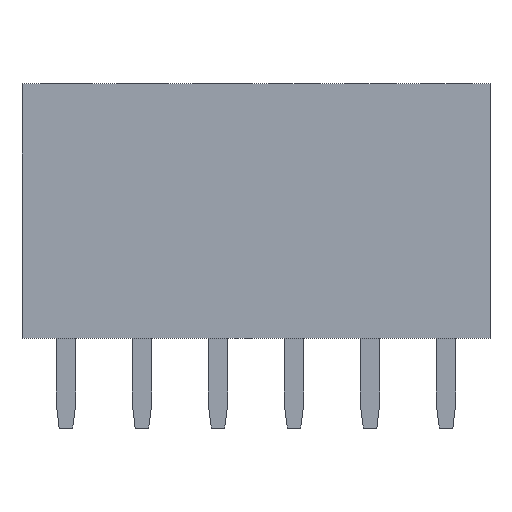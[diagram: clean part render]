
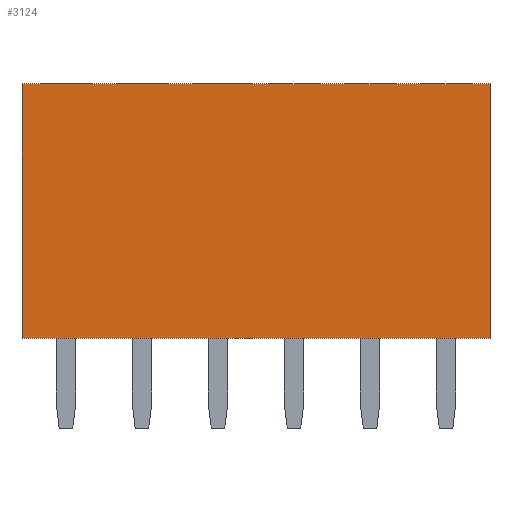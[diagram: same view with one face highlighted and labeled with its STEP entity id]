
A CAD part, top view. The second image highlights one B-rep face of the part: STEP entity #3124.
In plain terms, the highlighted planar face has unit normal (0, 0, 1).
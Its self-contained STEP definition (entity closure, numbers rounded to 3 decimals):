
#1371=DIRECTION('',(1.,0.,0.));
#1372=VECTOR('',#1371,15.64);
#1373=CARTESIAN_POINT('',(-14.17,-8.5,1.25));
#1374=LINE('',#1373,#1372);
#1378=DIRECTION('',(1.,0.,0.));
#1379=VECTOR('',#1378,15.64);
#1380=CARTESIAN_POINT('',(-14.17,0.,1.25));
#1381=LINE('',#1380,#1379);
#1434=DIRECTION('',(0.,-1.,0.));
#1435=VECTOR('',#1434,8.5);
#1436=CARTESIAN_POINT('',(1.47,0.,1.25));
#1437=LINE('',#1436,#1435);
#1462=DIRECTION('',(0.,-1.,0.));
#1463=VECTOR('',#1462,8.5);
#1464=CARTESIAN_POINT('',(-14.17,0.,1.25));
#1465=LINE('',#1464,#1463);
#1726=CARTESIAN_POINT('',(-14.17,0.,1.25));
#1728=VERTEX_POINT('',#1726);
#1729=CARTESIAN_POINT('',(-14.17,-8.5,1.25));
#1730=VERTEX_POINT('',#1729);
#1742=CARTESIAN_POINT('',(1.47,0.,1.25));
#1744=VERTEX_POINT('',#1742);
#1745=CARTESIAN_POINT('',(1.47,-8.5,1.25));
#1746=VERTEX_POINT('',#1745);
#3111=CARTESIAN_POINT('',(-1.27,0.,1.25));
#3112=DIRECTION('',(0.,0.,1.));
#3113=DIRECTION('',(1.,0.,0.));
#3114=AXIS2_PLACEMENT_3D('',#3111,#3112,#3113);
#3115=PLANE('',#3114);
#3116=ORIENTED_EDGE('',*,*,#1806,.T.);
#3118=ORIENTED_EDGE('',*,*,#3117,.T.);
#3119=ORIENTED_EDGE('',*,*,#3085,.F.);
#3121=ORIENTED_EDGE('',*,*,#3120,.F.);
#3122=EDGE_LOOP('',(#3116,#3118,#3119,#3121));
#3123=FACE_OUTER_BOUND('',#3122,.F.);
#3124=ADVANCED_FACE('',(#3123),#3115,.T.);
#1806=EDGE_CURVE('',#1728,#1744,#1381,.T.);
#3085=EDGE_CURVE('',#1730,#1746,#1374,.T.);
#3117=EDGE_CURVE('',#1744,#1746,#1437,.T.);
#3120=EDGE_CURVE('',#1728,#1730,#1465,.T.);
